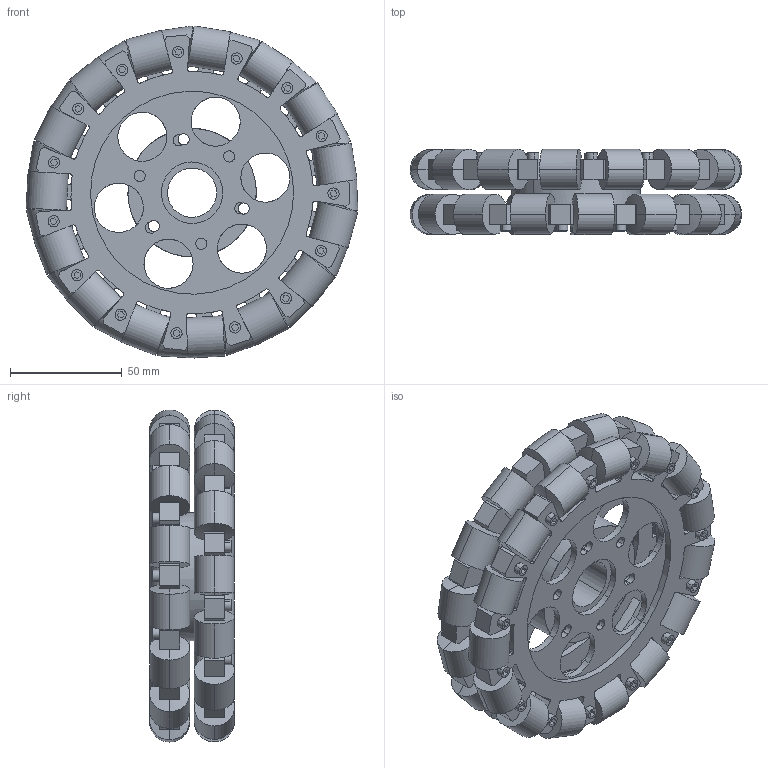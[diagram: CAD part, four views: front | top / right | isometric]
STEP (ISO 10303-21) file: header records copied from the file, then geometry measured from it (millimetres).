
FILE_DESCRIPTION (( 'STEP AP203' ), '1' );
FILE_NAME ('Omni Wheel.STEP', '2015-02-05T10:20:09', ( '' ), ( '' ), 'SwSTEP 2.0', 'SolidWorks 2015', '' );
FILE_SCHEMA (( 'CONFIG_CONTROL_DESIGN' ));
Length unit declared in the file: millimetre
Products named in the file (1): Omni Wheel
Bounding box: 148.51 x 38 x 148.62 mm (x, y, z)
Volume: 312551.2 mm3; surface area: 107157.8 mm2
Topology: 2 solids, 2 shells, 814 faces, 2220 edges, 1442 vertices
Faces by surface type: plane 453, cylinder 301, cone 60
Entity records: 25943 total; most frequent: CARTESIAN_POINT 4837, ORIENTED_EDGE 4440, DIRECTION 4386, EDGE_CURVE 2220, AXIS2_PLACEMENT_3D 1471, LINE 1444, VECTOR 1444, VERTEX_POINT 1442
